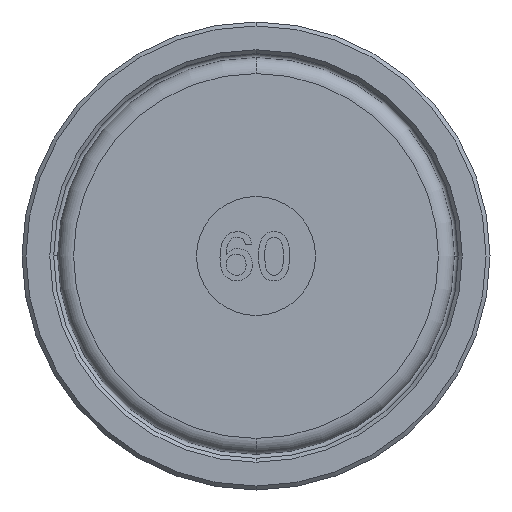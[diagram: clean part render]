
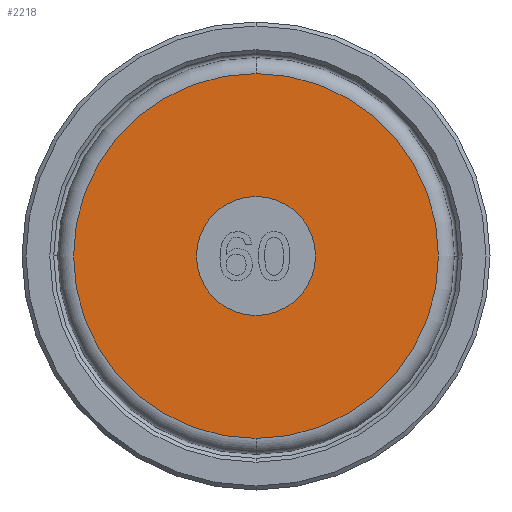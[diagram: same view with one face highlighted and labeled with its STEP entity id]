
A CAD part, front view. The second image highlights one B-rep face of the part: STEP entity #2218.
In plain terms, the highlighted planar face has unit normal (0, -1, 0).
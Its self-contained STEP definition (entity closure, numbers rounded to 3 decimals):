
#30 = DIRECTION ( 'NONE',  ( 0., -1., 0. ) ) ;
#37 = VERTEX_POINT ( 'NONE', #548 ) ;
#72 = EDGE_CURVE ( 'NONE', #4419, #2937, #2730, .T. ) ;
#110 = CARTESIAN_POINT ( 'NONE',  ( 0., 0., 0. ) ) ;
#128 = CARTESIAN_POINT ( 'NONE',  ( 0., 0., -7.5 ) ) ;
#192 = DIRECTION ( 'NONE',  ( 0., 0., -1. ) ) ;
#379 = ORIENTED_EDGE ( 'NONE', *, *, #1465, .T. ) ;
#548 = CARTESIAN_POINT ( 'NONE',  ( 0., 0., -23. ) ) ;
#667 = CARTESIAN_POINT ( 'NONE',  ( 0., 0., 0. ) ) ;
#718 = PLANE ( 'NONE',  #2055 ) ;
#1015 = DIRECTION ( 'NONE',  ( 0., 0., -1. ) ) ;
#1056 = CARTESIAN_POINT ( 'NONE',  ( 7.5, 0., 0. ) ) ;
#1066 = DIRECTION ( 'NONE',  ( 0., 0., -1. ) ) ;
#1090 = CARTESIAN_POINT ( 'NONE',  ( 0., 0., 7.5 ) ) ;
#1102 = AXIS2_PLACEMENT_3D ( 'NONE', #667, #3086, #1015 ) ;
#1258 = EDGE_CURVE ( 'NONE', #37, #2877, #3671, .T. ) ;
#1441 = DIRECTION ( 'NONE',  ( 0., -1., 0. ) ) ;
#1465 = EDGE_CURVE ( 'NONE', #2877, #37, #4235, .T. ) ;
#1504 = FACE_OUTER_BOUND ( 'NONE', #3682, .T. ) ;
#1754 = AXIS2_PLACEMENT_3D ( 'NONE', #3506, #1441, #3855 ) ;
#1970 = EDGE_LOOP ( 'NONE', ( #4052, #3952 ) ) ;
#2046 = AXIS2_PLACEMENT_3D ( 'NONE', #2081, #4456, #2424 ) ;
#2055 = AXIS2_PLACEMENT_3D ( 'NONE', #1056, #3132, #1066 ) ;
#2081 = CARTESIAN_POINT ( 'NONE',  ( 0., 0., 0. ) ) ;
#2146 = EDGE_CURVE ( 'NONE', #2937, #4419, #3342, .T. ) ;
#2218 = ADVANCED_FACE ( 'NONE', ( #1504, #4037 ), #718, .T. ) ;
#2424 = DIRECTION ( 'NONE',  ( 0., 0., -1. ) ) ;
#2730 = CIRCLE ( 'NONE', #2829, 7.5 ) ;
#2829 = AXIS2_PLACEMENT_3D ( 'NONE', #110, #30, #192 ) ;
#2875 = ORIENTED_EDGE ( 'NONE', *, *, #1258, .T. ) ;
#2877 = VERTEX_POINT ( 'NONE', #4104 ) ;
#2937 = VERTEX_POINT ( 'NONE', #1090 ) ;
#3086 = DIRECTION ( 'NONE',  ( 0., -1., 0. ) ) ;
#3132 = DIRECTION ( 'NONE',  ( 0., -1., 0. ) ) ;
#3342 = CIRCLE ( 'NONE', #1102, 7.5 ) ;
#3506 = CARTESIAN_POINT ( 'NONE',  ( 0., 0., 0. ) ) ;
#3671 = CIRCLE ( 'NONE', #2046, 23. ) ;
#3682 = EDGE_LOOP ( 'NONE', ( #2875, #379 ) ) ;
#3855 = DIRECTION ( 'NONE',  ( 0., 0., -1. ) ) ;
#3952 = ORIENTED_EDGE ( 'NONE', *, *, #2146, .F. ) ;
#4037 = FACE_BOUND ( 'NONE', #1970, .T. ) ;
#4052 = ORIENTED_EDGE ( 'NONE', *, *, #72, .F. ) ;
#4104 = CARTESIAN_POINT ( 'NONE',  ( 0., 0., 23. ) ) ;
#4235 = CIRCLE ( 'NONE', #1754, 23. ) ;
#4419 = VERTEX_POINT ( 'NONE', #128 ) ;
#4456 = DIRECTION ( 'NONE',  ( 0., -1., 0. ) ) ;
